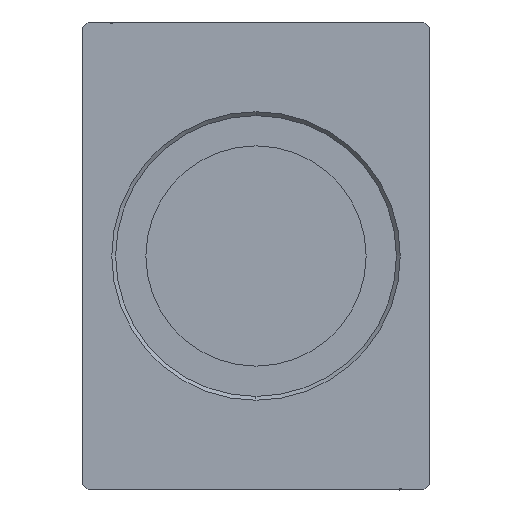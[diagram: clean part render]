
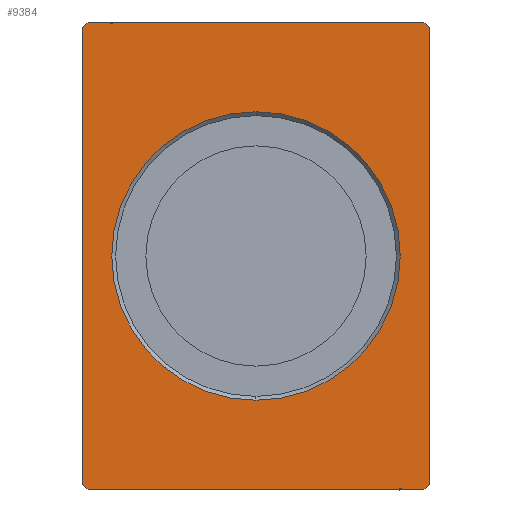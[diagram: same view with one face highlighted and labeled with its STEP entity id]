
A CAD part, left-side view. The second image highlights one B-rep face of the part: STEP entity #9384.
In plain terms, the highlighted planar face has unit normal (-1, 0, 0).
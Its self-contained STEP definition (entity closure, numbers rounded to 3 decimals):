
#2 = CARTESIAN_POINT ( 'NONE',  ( 0., 31.5, -41.5 ) ) ;
#77 = DIRECTION ( 'NONE',  ( 0., 0., -1. ) ) ;
#293 = VERTEX_POINT ( 'NONE', #7387 ) ;
#753 = LINE ( 'NONE', #22529, #23065 ) ;
#1259 = CARTESIAN_POINT ( 'NONE',  ( 0., 0., -26.2 ) ) ;
#1479 = VERTEX_POINT ( 'NONE', #32859 ) ;
#1526 = CARTESIAN_POINT ( 'NONE',  ( 0., -31.5, 41.5 ) ) ;
#1548 = FACE_BOUND ( 'NONE', #22253, .T. ) ;
#1705 = EDGE_CURVE ( 'NONE', #6200, #19359, #39857, .T. ) ;
#3927 = AXIS2_PLACEMENT_3D ( 'NONE', #19446, #32012, #16367 ) ;
#4177 = VERTEX_POINT ( 'NONE', #14203 ) ;
#4236 = CIRCLE ( 'NONE', #9431, 26.2 ) ;
#5068 = ORIENTED_EDGE ( 'NONE', *, *, #39979, .T. ) ;
#6200 = VERTEX_POINT ( 'NONE', #25868 ) ;
#6707 = VECTOR ( 'NONE', #18128, 1000. ) ;
#6822 = VECTOR ( 'NONE', #25872, 1000. ) ;
#6829 = DIRECTION ( 'NONE',  ( 1., 0., 0. ) ) ;
#6925 = PLANE ( 'NONE',  #3927 ) ;
#7387 = CARTESIAN_POINT ( 'NONE',  ( 0., -30.5, -42.5 ) ) ;
#8228 = CIRCLE ( 'NONE', #25312, 26.2 ) ;
#8885 = CARTESIAN_POINT ( 'NONE',  ( 0., 30.5, 42.5 ) ) ;
#9384 = ADVANCED_FACE ( 'NONE', ( #1548, #10997 ), #6925, .F. ) ;
#9386 = CARTESIAN_POINT ( 'NONE',  ( 0., -30.5, 42.5 ) ) ;
#9431 = AXIS2_PLACEMENT_3D ( 'NONE', #29812, #33538, #30226 ) ;
#9816 = ORIENTED_EDGE ( 'NONE', *, *, #15325, .F. ) ;
#10035 = ORIENTED_EDGE ( 'NONE', *, *, #32540, .F. ) ;
#10863 = CARTESIAN_POINT ( 'NONE',  ( 0., -31.5, -41.5 ) ) ;
#10997 = FACE_OUTER_BOUND ( 'NONE', #19851, .T. ) ;
#11203 = VERTEX_POINT ( 'NONE', #38724 ) ;
#12405 = CARTESIAN_POINT ( 'NONE',  ( 0., 0., 0. ) ) ;
#12484 = VERTEX_POINT ( 'NONE', #31321 ) ;
#12734 = LINE ( 'NONE', #25273, #6822 ) ;
#13945 = LINE ( 'NONE', #10863, #38911 ) ;
#14203 = CARTESIAN_POINT ( 'NONE',  ( 0., 31.5, -41.5 ) ) ;
#15001 = LINE ( 'NONE', #2, #26329 ) ;
#15325 = EDGE_CURVE ( 'NONE', #293, #30786, #753, .T. ) ;
#16367 = DIRECTION ( 'NONE',  ( 0., 0., -1. ) ) ;
#17234 = DIRECTION ( 'NONE',  ( 0., 0.707, -0.707 ) ) ;
#17624 = VECTOR ( 'NONE', #36774, 1000. ) ;
#18101 = ORIENTED_EDGE ( 'NONE', *, *, #20393, .T. ) ;
#18128 = DIRECTION ( 'NONE',  ( 0., -1., 0. ) ) ;
#18277 = ORIENTED_EDGE ( 'NONE', *, *, #18861, .F. ) ;
#18861 = EDGE_CURVE ( 'NONE', #11203, #12484, #26606, .T. ) ;
#19359 = VERTEX_POINT ( 'NONE', #21164 ) ;
#19446 = CARTESIAN_POINT ( 'NONE',  ( 0., 0., 0. ) ) ;
#19851 = EDGE_LOOP ( 'NONE', ( #33665, #27167, #20902, #9816, #10035, #18277, #21651, #25955 ) ) ;
#20393 = EDGE_CURVE ( 'NONE', #25767, #23651, #4236, .T. ) ;
#20851 = CARTESIAN_POINT ( 'NONE',  ( 0., 0., 26.2 ) ) ;
#20902 = ORIENTED_EDGE ( 'NONE', *, *, #36849, .F. ) ;
#21164 = CARTESIAN_POINT ( 'NONE',  ( 0., 30.5, 42.5 ) ) ;
#21651 = ORIENTED_EDGE ( 'NONE', *, *, #26952, .F. ) ;
#21716 = DIRECTION ( 'NONE',  ( 0., -0.707, -0.707 ) ) ;
#22253 = EDGE_LOOP ( 'NONE', ( #5068, #18101 ) ) ;
#22529 = CARTESIAN_POINT ( 'NONE',  ( 0., -30.5, -42.5 ) ) ;
#23065 = VECTOR ( 'NONE', #34697, 1000. ) ;
#23651 = VERTEX_POINT ( 'NONE', #20851 ) ;
#23922 = VECTOR ( 'NONE', #29496, 1000. ) ;
#24209 = CARTESIAN_POINT ( 'NONE',  ( 0., 31.5, 41.5 ) ) ;
#25273 = CARTESIAN_POINT ( 'NONE',  ( 0., 30.5, -42.5 ) ) ;
#25312 = AXIS2_PLACEMENT_3D ( 'NONE', #12405, #6829, #77 ) ;
#25767 = VERTEX_POINT ( 'NONE', #1259 ) ;
#25868 = CARTESIAN_POINT ( 'NONE',  ( 0., 31.5, 41.5 ) ) ;
#25872 = DIRECTION ( 'NONE',  ( 0., 0.707, 0.707 ) ) ;
#25955 = ORIENTED_EDGE ( 'NONE', *, *, #30421, .F. ) ;
#26329 = VECTOR ( 'NONE', #36817, 1000. ) ;
#26606 = LINE ( 'NONE', #1526, #23922 ) ;
#26952 = EDGE_CURVE ( 'NONE', #1479, #11203, #35084, .T. ) ;
#27167 = ORIENTED_EDGE ( 'NONE', *, *, #27501, .F. ) ;
#27501 = EDGE_CURVE ( 'NONE', #4177, #6200, #15001, .T. ) ;
#29496 = DIRECTION ( 'NONE',  ( 0., 0., -1. ) ) ;
#29812 = CARTESIAN_POINT ( 'NONE',  ( 0., 0., 0. ) ) ;
#30226 = DIRECTION ( 'NONE',  ( 0., 0., -1. ) ) ;
#30421 = EDGE_CURVE ( 'NONE', #19359, #1479, #36647, .T. ) ;
#30786 = VERTEX_POINT ( 'NONE', #34721 ) ;
#31321 = CARTESIAN_POINT ( 'NONE',  ( 0., -31.5, -41.5 ) ) ;
#31608 = VECTOR ( 'NONE', #21716, 1000. ) ;
#32012 = DIRECTION ( 'NONE',  ( 1., 0., 0. ) ) ;
#32540 = EDGE_CURVE ( 'NONE', #12484, #293, #13945, .T. ) ;
#32859 = CARTESIAN_POINT ( 'NONE',  ( 0., -30.5, 42.5 ) ) ;
#33538 = DIRECTION ( 'NONE',  ( 1., 0., 0. ) ) ;
#33665 = ORIENTED_EDGE ( 'NONE', *, *, #1705, .F. ) ;
#34697 = DIRECTION ( 'NONE',  ( 0., 1., 0. ) ) ;
#34721 = CARTESIAN_POINT ( 'NONE',  ( 0., 30.5, -42.5 ) ) ;
#35084 = LINE ( 'NONE', #9386, #31608 ) ;
#36647 = LINE ( 'NONE', #8885, #6707 ) ;
#36774 = DIRECTION ( 'NONE',  ( 0., -0.707, 0.707 ) ) ;
#36817 = DIRECTION ( 'NONE',  ( 0., 0., 1. ) ) ;
#36849 = EDGE_CURVE ( 'NONE', #30786, #4177, #12734, .T. ) ;
#38724 = CARTESIAN_POINT ( 'NONE',  ( 0., -31.5, 41.5 ) ) ;
#38911 = VECTOR ( 'NONE', #17234, 1000. ) ;
#39857 = LINE ( 'NONE', #24209, #17624 ) ;
#39979 = EDGE_CURVE ( 'NONE', #23651, #25767, #8228, .T. ) ;
